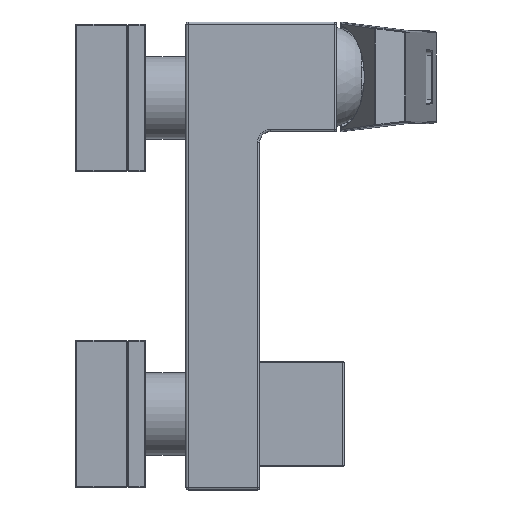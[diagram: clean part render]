
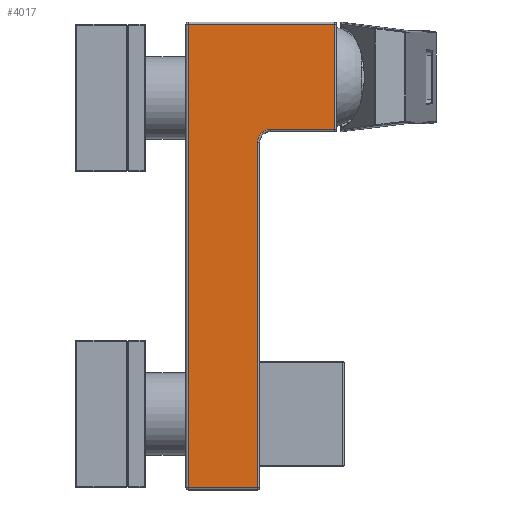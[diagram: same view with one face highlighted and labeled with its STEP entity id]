
A CAD part, top view. The second image highlights one B-rep face of the part: STEP entity #4017.
In plain terms, the highlighted planar face has unit normal (0, 0, 1).
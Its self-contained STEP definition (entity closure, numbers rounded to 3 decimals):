
#533=LINE('',#8907,#821);
#538=LINE('',#8915,#826);
#542=LINE('',#8921,#830);
#549=LINE('',#8931,#837);
#551=LINE('',#8934,#839);
#563=LINE('',#8952,#851);
#821=VECTOR('',#7096,1000.);
#826=VECTOR('',#7107,1000.);
#830=VECTOR('',#7115,1000.);
#837=VECTOR('',#7128,1000.);
#839=VECTOR('',#7132,1000.);
#851=VECTOR('',#7156,1000.);
#935=PLANE('',#5855);
#1962=ORIENTED_EDGE('',*,*,#2596,.T.);
#1963=ORIENTED_EDGE('',*,*,#2566,.T.);
#1964=ORIENTED_EDGE('',*,*,#2557,.F.);
#1965=ORIENTED_EDGE('',*,*,#2584,.T.);
#1966=ORIENTED_EDGE('',*,*,#2582,.T.);
#1967=ORIENTED_EDGE('',*,*,#2575,.F.);
#1968=ORIENTED_EDGE('',*,*,#2571,.F.);
#2557=EDGE_CURVE('',#3480,#3481,#2824,.T.);
#2566=EDGE_CURVE('',#3470,#3481,#533,.T.);
#2571=EDGE_CURVE('',#3466,#3462,#538,.T.);
#2575=EDGE_CURVE('',#3462,#3452,#542,.T.);
#2582=EDGE_CURVE('',#3455,#3452,#549,.T.);
#2584=EDGE_CURVE('',#3480,#3455,#551,.T.);
#2596=EDGE_CURVE('',#3466,#3470,#563,.T.);
#2824=CIRCLE('',#5826,6.);
#3102=EDGE_LOOP('',(#1962,#1963,#1964,#1965,#1966,#1967,#1968));
#3452=VERTEX_POINT('',#8766);
#3455=VERTEX_POINT('',#8773);
#3462=VERTEX_POINT('',#8791);
#3466=VERTEX_POINT('',#8799);
#3470=VERTEX_POINT('',#8808);
#3480=VERTEX_POINT('',#8857);
#3481=VERTEX_POINT('',#8858);
#3762=FACE_BOUND('',#3102,.T.);
#4017=ADVANCED_FACE('',(#3762),#935,.T.);
#5826=AXIS2_PLACEMENT_3D('',#8856,#7081,#7082);
#5855=AXIS2_PLACEMENT_3D('',#8966,#7175,#7176);
#7081=DIRECTION('',(0.,0.,1.));
#7082=DIRECTION('',(0.,1.,0.));
#7096=DIRECTION('',(0.,1.,0.));
#7107=DIRECTION('',(0.,1.,0.));
#7115=DIRECTION('',(1.,0.,0.));
#7128=DIRECTION('',(0.,1.,0.));
#7132=DIRECTION('',(1.,0.,0.));
#7156=DIRECTION('',(1.,0.,0.));
#7175=DIRECTION('',(0.,0.,1.));
#7176=DIRECTION('',(0.,1.,0.));
#8766=CARTESIAN_POINT('',(70.5,110.,26.));
#8773=CARTESIAN_POINT('',(70.5,60.,26.));
#8791=CARTESIAN_POINT('',(1.,110.,26.));
#8799=CARTESIAN_POINT('',(1.,-110.,26.));
#8808=CARTESIAN_POINT('',(34.,-110.,26.));
#8856=CARTESIAN_POINT('',(40.,54.,26.));
#8857=CARTESIAN_POINT('',(40.,60.,26.));
#8858=CARTESIAN_POINT('',(34.,54.,26.));
#8907=CARTESIAN_POINT('',(34.,-28.,26.));
#8915=CARTESIAN_POINT('',(1.,0.,26.));
#8921=CARTESIAN_POINT('',(35.75,110.,26.));
#8931=CARTESIAN_POINT('',(70.5,85.,26.));
#8934=CARTESIAN_POINT('',(55.25,60.,26.));
#8952=CARTESIAN_POINT('',(17.5,-110.,26.));
#8966=CARTESIAN_POINT('',(70.5,-110.,26.));
